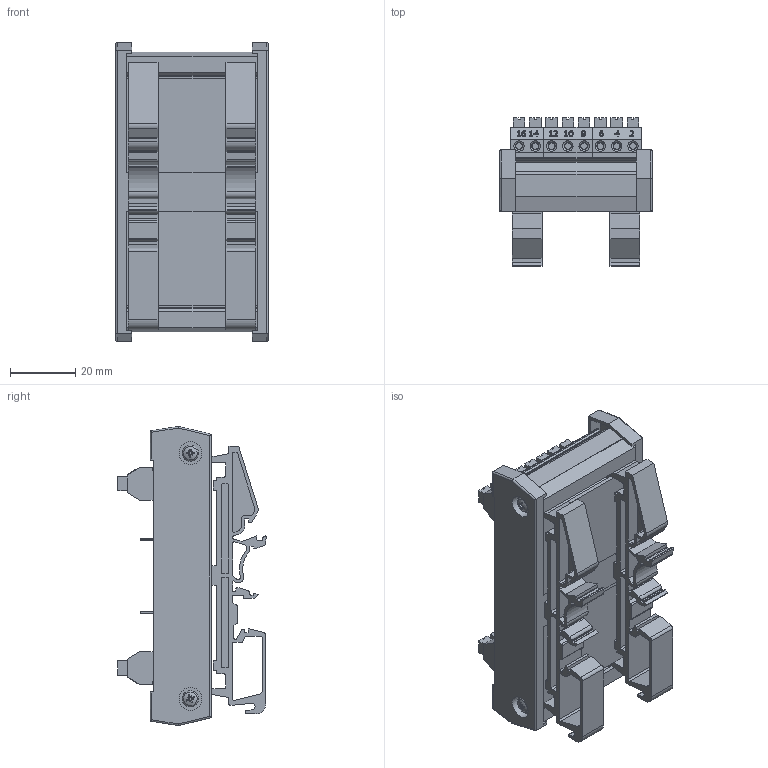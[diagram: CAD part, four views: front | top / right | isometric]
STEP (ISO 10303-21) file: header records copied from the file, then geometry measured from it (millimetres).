
FILE_DESCRIPTION((''),'2;1');
FILE_NAME('5700.2_S.stp','2014-01-15T10:50:55',('roland'),(''),'Autodesk Inventor 2013','Autodesk Inventor 2013','');
FILE_SCHEMA(('CONFIG_CONTROL_DESIGN'));
Length unit declared in the file: millimetre
Products named in the file (11): 5700; 5700.2 PLATE; 5700.2 BASE; BASE SIDE; BS EN ISO 7045 Z - Metric M2.5 x 10 - 4.8 - Z; BASE LEGS; Solder Post; 3 Green spring; 2 Green spring; 8 lable1; 8 lable2
Assembly tree (34 placements, depth 2):
  5700
    5700.2 PLATE
    5700.2 BASE
    BASE SIDE  x2
    BS EN ISO 7045 Z - Metric M2.5 x 10 - 4.8 - Z  x4
    BASE LEGS  x2
    Solder Post  x16
    3 Green spring  x4
    2 Green spring  x2
    8 lable1
    8 lable2
Bounding box: 47 x 45.69 x 91.98 mm (x, y, z)
Volume: 36321.2 mm3; surface area: 50951.9 mm2
Topology: 34 solids, 34 shells, 2936 faces, 7223 edges, 4478 vertices
Faces by surface type: plane 1272, cylinder 913, torus 308, bspline 247, sphere 132, cone 64
Full cylindrical faces by diameter (mm): 0.9 x16, 1 x64, 1.3 x16, 2 x32, 2.256 x4, 2.5 x4, 3.2 x20, 7 x4, 9 x4
Entity records: 36672 total; most frequent: CARTESIAN_POINT 8985, ORIENTED_EDGE 5824, DIRECTION 4985, EDGE_CURVE 2912, VERTEX_POINT 1981, VECTOR 1933, LINE 1933, AXIS2_PLACEMENT_3D 1526
